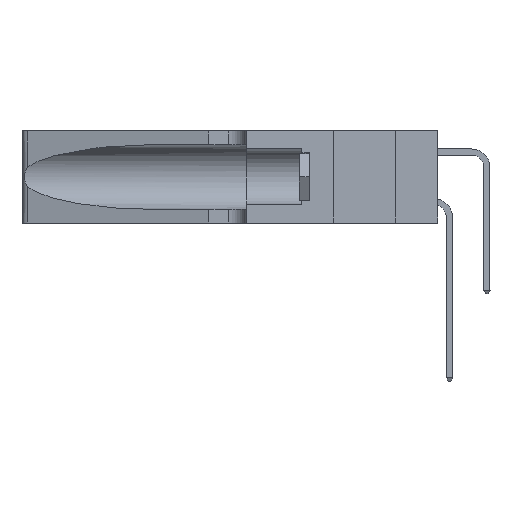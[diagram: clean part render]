
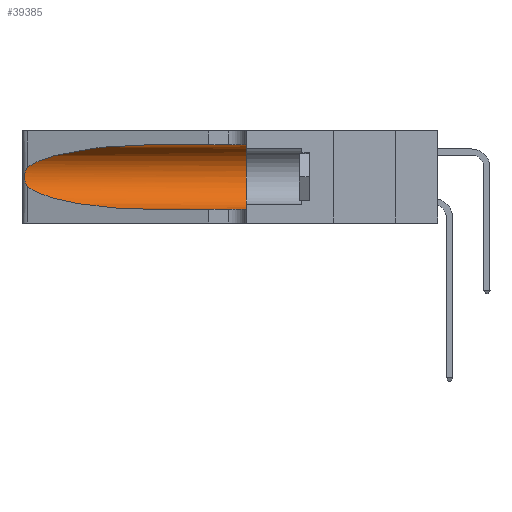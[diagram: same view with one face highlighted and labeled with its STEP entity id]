
A CAD part, left-side view. The second image highlights one B-rep face of the part: STEP entity #39385.
In plain terms, the highlighted cylindrical face has radius 3.308 mm (diameter 6.617 mm), a partial arc.
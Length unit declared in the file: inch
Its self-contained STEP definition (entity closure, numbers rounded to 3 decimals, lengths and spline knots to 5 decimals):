
#121 = CARTESIAN_POINT ( 'NONE',  ( 0.25487, 1.22718, 0.14631 ) ) ;
#137 = CARTESIAN_POINT ( 'NONE',  ( 0.18966, 0.96281, 0.05475 ) ) ;
#1143 = CARTESIAN_POINT ( 'NONE',  ( 0.1305, 0.35, 0.31525 ) ) ;
#1364 = DIRECTION ( 'NONE',  ( 0., -1., 0. ) ) ;
#1512 = CARTESIAN_POINT ( 'NONE',  ( 0.1305, 0.72297, 0.31525 ) ) ;
#1687 = CARTESIAN_POINT ( 'NONE',  ( 0.1305, 1.61858, 0.05475 ) ) ;
#3438 = AXIS2_PLACEMENT_3D ( 'NONE', #13954, #6705, #17408 ) ;
#3568 = CIRCLE ( 'NONE', #3438, 0.13025 ) ;
#4087 = CARTESIAN_POINT ( 'NONE',  ( 0.25639, 1.23184, 0.21858 ) ) ;
#4252 = CARTESIAN_POINT ( 'NONE',  ( 0.25555, 1.22994, 0.2215 ) ) ;
#5086 = VECTOR ( 'NONE', #1364, 39.37008 ) ;
#5233 =( BOUNDED_CURVE ( )  B_SPLINE_CURVE ( 3, ( #25093, #18017, #137, #25564 ),
 .UNSPECIFIED., .F., .F. ) 
 B_SPLINE_CURVE_WITH_KNOTS ( ( 4, 4 ),
 ( 3.44316, 4.71239 ),
 .UNSPECIFIED. ) 
 CURVE ( )  GEOMETRIC_REPRESENTATION_ITEM ( )  RATIONAL_B_SPLINE_CURVE ( ( 1., 0.87, 0.87, 1. ) ) 
 REPRESENTATION_ITEM ( '' )  );
#6603 = ORIENTED_EDGE ( 'NONE', *, *, #35103, .T. ) ;
#6705 = DIRECTION ( 'NONE',  ( 0., 1., 0. ) ) ;
#6790 = CARTESIAN_POINT ( 'NONE',  ( 0.1305, 1.61858, 0.185 ) ) ;
#8621 = EDGE_LOOP ( 'NONE', ( #42294, #33562, #6603, #23963, #25109, #35900 ) ) ;
#10604 = VERTEX_POINT ( 'NONE', #30693 ) ;
#10732 =( BOUNDED_CURVE ( )  B_SPLINE_CURVE ( 3, ( #1512, #37726, #26744, #44791 ),
 .UNSPECIFIED., .F., .T. ) 
 B_SPLINE_CURVE_WITH_KNOTS ( ( 4, 4 ),
 ( 1.5708, 2.84003 ),
 .UNSPECIFIED. ) 
 CURVE ( )  GEOMETRIC_REPRESENTATION_ITEM ( )  RATIONAL_B_SPLINE_CURVE ( ( 1., 0.87, 0.87, 1. ) ) 
 REPRESENTATION_ITEM ( '' )  );
#12130 = EDGE_CURVE ( 'NONE', #17213, #10604, #30318, .T. ) ;
#13850 = EDGE_CURVE ( 'NONE', #36483, #41254, #3568, .T. ) ;
#13954 = CARTESIAN_POINT ( 'NONE',  ( 0.1305, 0.35, 0.185 ) ) ;
#14396 = CARTESIAN_POINT ( 'NONE',  ( 0.1305, 0.35, 0.05475 ) ) ;
#14565 = CARTESIAN_POINT ( 'NONE',  ( 0.26075, 1.23896, 0.178 ) ) ;
#17213 = VERTEX_POINT ( 'NONE', #44844 ) ;
#17309 = CYLINDRICAL_SURFACE ( 'NONE', #23493, 0.13025 ) ;
#17408 = DIRECTION ( 'NONE',  ( 0., 0., 1. ) ) ;
#17852 = VERTEX_POINT ( 'NONE', #38083 ) ;
#18017 = CARTESIAN_POINT ( 'NONE',  ( 0.2373, 1.15595, 0.08982 ) ) ;
#18484 = VERTEX_POINT ( 'NONE', #27199 ) ;
#18623 = CARTESIAN_POINT ( 'NONE',  ( 0.25555, 1.22993, 0.14849 ) ) ;
#19743 = DIRECTION ( 'NONE',  ( 0., -1., 0. ) ) ;
#21917 = CARTESIAN_POINT ( 'NONE',  ( 0.26075, 1.23896, 0.19203 ) ) ;
#23493 = AXIS2_PLACEMENT_3D ( 'NONE', #6790, #28053, #31938 ) ;
#23963 = ORIENTED_EDGE ( 'NONE', *, *, #42644, .T. ) ;
#24635 = EDGE_CURVE ( 'NONE', #18484, #36483, #35318, .T. ) ;
#25093 = CARTESIAN_POINT ( 'NONE',  ( 0.25487, 1.22718, 0.14631 ) ) ;
#25109 = ORIENTED_EDGE ( 'NONE', *, *, #13850, .F. ) ;
#25227 = CARTESIAN_POINT ( 'NONE',  ( 0.25789, 1.23486, 0.15765 ) ) ;
#25564 = CARTESIAN_POINT ( 'NONE',  ( 0.1305, 0.72297, 0.05475 ) ) ;
#26744 = CARTESIAN_POINT ( 'NONE',  ( 0.2373, 1.15595, 0.28018 ) ) ;
#27199 = CARTESIAN_POINT ( 'NONE',  ( 0.1305, 0.72297, 0.31525 ) ) ;
#28053 = DIRECTION ( 'NONE',  ( 0., -1., 0. ) ) ;
#28852 = CARTESIAN_POINT ( 'NONE',  ( 0.25787, 1.23484, 0.2124 ) ) ;
#30065 = EDGE_CURVE ( 'NONE', #18484, #17213, #10732, .T. ) ;
#30318 = B_SPLINE_CURVE_WITH_KNOTS ( 'NONE', 3,
 ( #32762, #4252, #4087, #28852, #43746, #36051, #21917, #14565, #32921, #36681, #25227, #36372, #18623, #121 ),
 .UNSPECIFIED., .F., .F.,
 ( 4, 2, 2, 2, 2, 2, 4 ),
 ( 0., 0.00027, 0.00053, 0.00107, 0.0016, 0.00187, 0.00214 ),
 .UNSPECIFIED. ) ;
#30693 = CARTESIAN_POINT ( 'NONE',  ( 0.25487, 1.22718, 0.14631 ) ) ;
#31938 = DIRECTION ( 'NONE',  ( 0., 0., -1. ) ) ;
#32762 = CARTESIAN_POINT ( 'NONE',  ( 0.25487, 1.22718, 0.22369 ) ) ;
#32921 = CARTESIAN_POINT ( 'NONE',  ( 0.26017, 1.23833, 0.17102 ) ) ;
#33562 = ORIENTED_EDGE ( 'NONE', *, *, #12130, .T. ) ;
#33805 = LINE ( 'NONE', #1687, #5086 ) ;
#35103 = EDGE_CURVE ( 'NONE', #10604, #17852, #5233, .T. ) ;
#35318 = LINE ( 'NONE', #41261, #37571 ) ;
#35900 = ORIENTED_EDGE ( 'NONE', *, *, #24635, .F. ) ;
#36051 = CARTESIAN_POINT ( 'NONE',  ( 0.26018, 1.23835, 0.19895 ) ) ;
#36372 = CARTESIAN_POINT ( 'NONE',  ( 0.25639, 1.23186, 0.15144 ) ) ;
#36483 = VERTEX_POINT ( 'NONE', #1143 ) ;
#36681 = CARTESIAN_POINT ( 'NONE',  ( 0.25856, 1.23593, 0.16098 ) ) ;
#37571 = VECTOR ( 'NONE', #19743, 39.37008 ) ;
#37726 = CARTESIAN_POINT ( 'NONE',  ( 0.18966, 0.96281, 0.31525 ) ) ;
#38083 = CARTESIAN_POINT ( 'NONE',  ( 0.1305, 0.72297, 0.05475 ) ) ;
#39385 = ADVANCED_FACE ( 'NONE', ( #45972 ), #17309, .F. ) ;
#41254 = VERTEX_POINT ( 'NONE', #14396 ) ;
#41261 = CARTESIAN_POINT ( 'NONE',  ( 0.1305, 1.61858, 0.31525 ) ) ;
#42294 = ORIENTED_EDGE ( 'NONE', *, *, #30065, .T. ) ;
#42644 = EDGE_CURVE ( 'NONE', #17852, #41254, #33805, .T. ) ;
#43746 = CARTESIAN_POINT ( 'NONE',  ( 0.25854, 1.2359, 0.20912 ) ) ;
#44791 = CARTESIAN_POINT ( 'NONE',  ( 0.25487, 1.22718, 0.22369 ) ) ;
#44844 = CARTESIAN_POINT ( 'NONE',  ( 0.25487, 1.22718, 0.22369 ) ) ;
#45972 = FACE_OUTER_BOUND ( 'NONE', #8621, .T. ) ;
